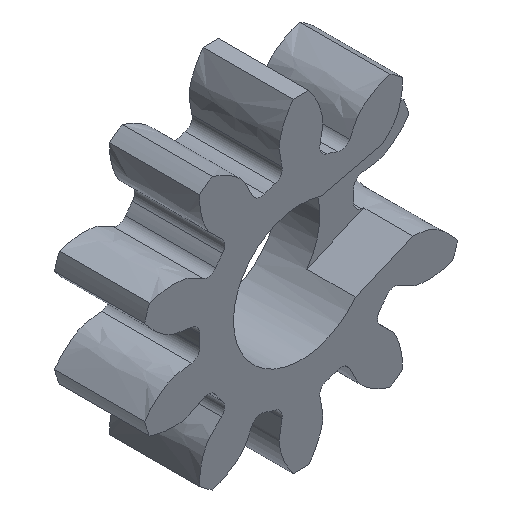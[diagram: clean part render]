
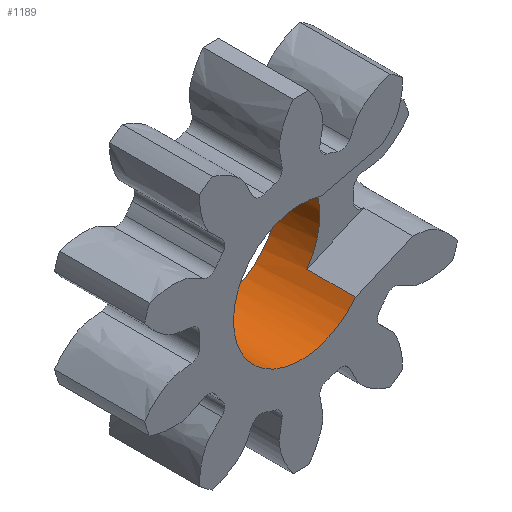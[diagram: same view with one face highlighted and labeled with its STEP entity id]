
A CAD part, isometric view. The second image highlights one B-rep face of the part: STEP entity #1189.
In plain terms, the highlighted cylindrical face has radius 3.75 mm (diameter 7.5 mm), a full revolution.
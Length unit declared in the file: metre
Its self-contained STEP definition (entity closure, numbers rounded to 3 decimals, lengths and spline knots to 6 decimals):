
#23=CIRCLE('',#1272,0.00375);
#24=CIRCLE('',#1273,0.00375);
#25=CIRCLE('',#1274,0.00375);
#103=CYLINDRICAL_SURFACE('',#1271,0.00375);
#152=LINE('',#1973,#220);
#153=LINE('',#1977,#221);
#220=VECTOR('',#1428,1.);
#221=VECTOR('',#1431,1.);
#303=ORIENTED_EDGE('',*,*,#687,.F.);
#304=ORIENTED_EDGE('',*,*,#688,.T.);
#305=ORIENTED_EDGE('',*,*,#689,.T.);
#306=ORIENTED_EDGE('',*,*,#690,.T.);
#307=ORIENTED_EDGE('',*,*,#691,.F.);
#687=EDGE_CURVE('',#878,#878,#23,.T.);
#688=EDGE_CURVE('',#879,#880,#24,.T.);
#689=EDGE_CURVE('',#880,#881,#152,.T.);
#690=EDGE_CURVE('',#881,#882,#25,.T.);
#691=EDGE_CURVE('',#879,#882,#153,.T.);
#878=VERTEX_POINT('',#1969);
#879=VERTEX_POINT('',#1971);
#880=VERTEX_POINT('',#1972);
#881=VERTEX_POINT('',#1974);
#882=VERTEX_POINT('',#1976);
#1033=EDGE_LOOP('',(#303));
#1034=EDGE_LOOP('',(#304,#305,#306,#307));
#1101=FACE_BOUND('',#1033,.T.);
#1102=FACE_BOUND('',#1034,.T.);
#1189=ADVANCED_FACE('',(#1101,#1102),#103,.F.);
#1271=AXIS2_PLACEMENT_3D('',#1967,#1422,#1423);
#1272=AXIS2_PLACEMENT_3D('',#1968,#1424,#1425);
#1273=AXIS2_PLACEMENT_3D('',#1970,#1426,#1427);
#1274=AXIS2_PLACEMENT_3D('',#1975,#1429,#1430);
#1422=DIRECTION('',(0.,1.,0.));
#1423=DIRECTION('',(0.,0.,1.));
#1424=DIRECTION('',(0.,-1.,0.));
#1425=DIRECTION('',(1.,0.,0.));
#1426=DIRECTION('',(0.,-1.,0.));
#1427=DIRECTION('',(0.,0.,-1.));
#1428=DIRECTION('',(0.,-1.,0.));
#1429=DIRECTION('',(0.,-1.,0.));
#1430=DIRECTION('',(1.,0.,0.));
#1431=DIRECTION('',(0.,-1.,0.));
#1967=CARTESIAN_POINT('',(0.,-0.005,0.));
#1968=CARTESIAN_POINT('',(0.,0.,0.));
#1969=CARTESIAN_POINT('',(0.00375,0.,0.));
#1970=CARTESIAN_POINT('',(0.,-0.0023,0.));
#1971=CARTESIAN_POINT('',(0.003012,-0.0023,-0.002234));
#1972=CARTESIAN_POINT('',(0.001123,-0.0023,0.003578));
#1973=CARTESIAN_POINT('',(0.001123,-0.0023,0.003578));
#1974=CARTESIAN_POINT('',(0.001123,-0.005,0.003578));
#1975=CARTESIAN_POINT('',(0.,-0.005,0.));
#1976=CARTESIAN_POINT('',(0.003012,-0.005,-0.002234));
#1977=CARTESIAN_POINT('',(0.003012,-0.0023,-0.002234));
